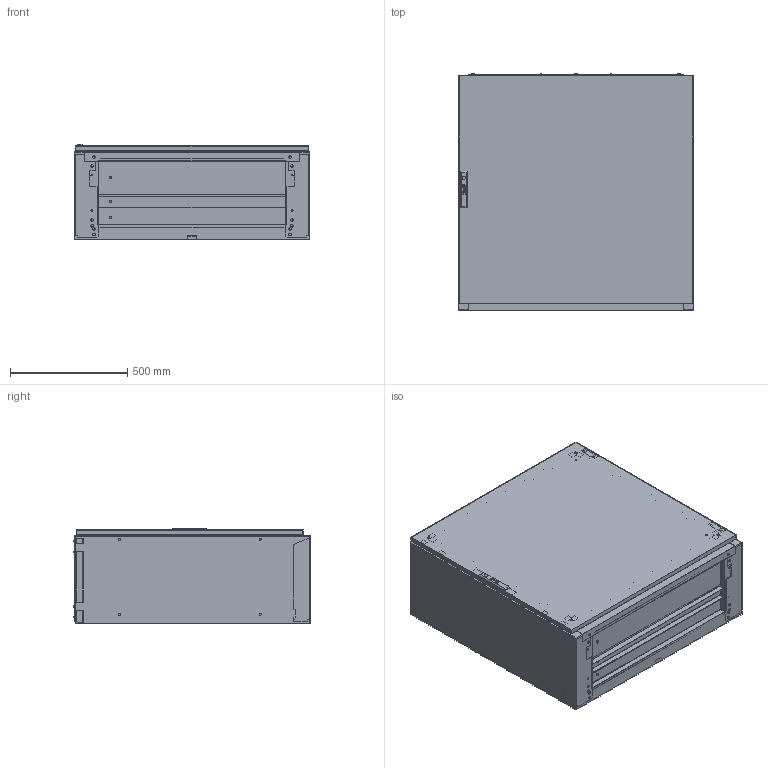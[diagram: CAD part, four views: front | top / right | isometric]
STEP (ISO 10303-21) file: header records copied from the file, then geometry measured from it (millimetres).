
FILE_DESCRIPTION (( 'STEP AP214' ), '1' );
FILE_NAME ('0390-1010-40-17.STEP', '2014-12-03T09:28:27', ( '' ), ( '' ), 'SwSTEP 2.0', 'SolidWorks 2014', '' );
FILE_SCHEMA (( 'AUTOMOTIVE_DESIGN' ));
Length unit declared in the file: millimetre
Products named in the file (19): Dachwinkel vorn-hinten (Modell) B1000; Tragschiene unten links (Modell) T400; Dachplatte 0390 (Modell) B1000T400; Bodenblech vorn-hinten (Modell) B1000; Tuere 0395 (Modell) B1000H1000; Bodenplatte hinten 0395 f黵 0390 (Modell) B1000; Tragschiene unten rechts (Modell) T400; Abwicklung kpl (Modell) B1000H1000T400; Bodenplatte mitte 0395 f黵 0390 (Modell) B1000; 0390-1010-40-17; Bodenplatte vorne 0395 f黵 0390 (Modell) B1000; Tragschiene oben rechts (Modell) T400; Montageplatte kpl 0348 (Modell) B1000H1000; Arretierwinkel kpl rechts (Modell) 1000; Arretierwinkel kpl links (Modell) 1000; Rasthalterung kpl rechts (Modell) 1000; Rasthalterung kpl links (Modell) 1000; Montageplatte 0348 (Modell) B1000H1000; Tragschiene oben links (Modell) T400
Assembly tree (18 placements, depth 3):
  0390-1010-40-17
    Abwicklung kpl (Modell) B1000H1000T400
    Tragschiene unten rechts (Modell) T400
    Tuere 0395 (Modell) B1000H1000
    Bodenblech vorn-hinten (Modell) B1000
    Dachplatte 0390 (Modell) B1000T400
    Tragschiene unten links (Modell) T400
    Dachwinkel vorn-hinten (Modell) B1000
    Tragschiene oben links (Modell) T400
    Montageplatte kpl 0348 (Modell) B1000H1000
      Montageplatte 0348 (Modell) B1000H1000
      Rasthalterung kpl links (Modell) 1000
      Rasthalterung kpl rechts (Modell) 1000
      Arretierwinkel kpl links (Modell) 1000
      Arretierwinkel kpl rechts (Modell) 1000
    Tragschiene oben rechts (Modell) T400
    Bodenplatte vorne 0395 f黵 0390 (Modell) B1000
    Bodenplatte mitte 0395 f黵 0390 (Modell) B1000
    Bodenplatte hinten 0395 f黵 0390 (Modell) B1000
Bounding box: 1000 x 1006.5 x 407.5 mm (x, y, z)
Volume: 11322496 mm3; surface area: 11531359.8 mm2
Topology: 30 solids, 30 shells, 2328 faces, 6212 edges, 4113 vertices
Faces by surface type: plane 1245, cylinder 1029, cone 54
Entity records: 91812 total; most frequent: DIRECTION 13004, CARTESIAN_POINT 12841, ORIENTED_EDGE 12424, EDGE_CURVE 6212, AXIS2_PLACEMENT_3D 4484, VERTEX_POINT 4113, LINE 4036, VECTOR 4036
